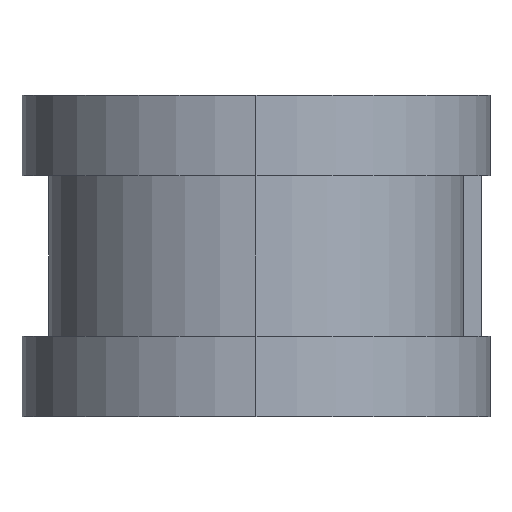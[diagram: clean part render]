
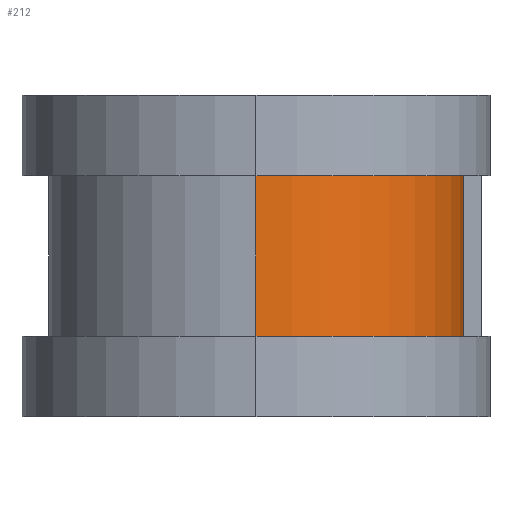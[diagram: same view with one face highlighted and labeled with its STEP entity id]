
A CAD part, left-side view. The second image highlights one B-rep face of the part: STEP entity #212.
In plain terms, the highlighted cylindrical face has radius 11.6 mm (diameter 23.2 mm), a partial arc.
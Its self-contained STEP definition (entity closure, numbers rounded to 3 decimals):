
#36 = DIRECTION ( 'NONE',  ( 0., 0., -1. ) ) ;
#37 = DIRECTION ( 'NONE',  ( 0., 0., -1. ) ) ;
#59 = DIRECTION ( 'NONE',  ( 0., -1., 0. ) ) ;
#153 = AXIS2_PLACEMENT_3D ( 'NONE', #857, #37, #59 ) ;
#199 = LINE ( 'NONE', #1279, #745 ) ;
#212 = ADVANCED_FACE ( 'NONE', ( #782 ), #437, .T. ) ;
#229 = ORIENTED_EDGE ( 'NONE', *, *, #541, .T. ) ;
#254 = CARTESIAN_POINT ( 'NONE',  ( -11.6, 11., 7.5 ) ) ;
#282 = ORIENTED_EDGE ( 'NONE', *, *, #1431, .T. ) ;
#330 = CARTESIAN_POINT ( 'NONE',  ( -11.6, 11., 4.5 ) ) ;
#357 = VERTEX_POINT ( 'NONE', #1390 ) ;
#372 = VERTEX_POINT ( 'NONE', #552 ) ;
#388 = VECTOR ( 'NONE', #422, 1000. ) ;
#414 = VERTEX_POINT ( 'NONE', #330 ) ;
#422 = DIRECTION ( 'NONE',  ( 0., 0., -1. ) ) ;
#437 = CYLINDRICAL_SURFACE ( 'NONE', #685, 11.6 ) ;
#513 = DIRECTION ( 'NONE',  ( 0., -1., 0. ) ) ;
#541 = EDGE_CURVE ( 'NONE', #357, #414, #802, .T. ) ;
#552 = CARTESIAN_POINT ( 'NONE',  ( -11.6, 11., -4.5 ) ) ;
#602 = AXIS2_PLACEMENT_3D ( 'NONE', #746, #36, #513 ) ;
#685 = AXIS2_PLACEMENT_3D ( 'NONE', #1475, #882, #1242 ) ;
#688 = ORIENTED_EDGE ( 'NONE', *, *, #1052, .F. ) ;
#745 = VECTOR ( 'NONE', #1394, 1000. ) ;
#746 = CARTESIAN_POINT ( 'NONE',  ( 0., 11., 4.5 ) ) ;
#782 = FACE_OUTER_BOUND ( 'NONE', #1359, .T. ) ;
#802 = CIRCLE ( 'NONE', #602, 11.6 ) ;
#825 = ORIENTED_EDGE ( 'NONE', *, *, #1211, .F. ) ;
#857 = CARTESIAN_POINT ( 'NONE',  ( 0., 11., -4.5 ) ) ;
#882 = DIRECTION ( 'NONE',  ( 0., 0., -1. ) ) ;
#1052 = EDGE_CURVE ( 'NONE', #1513, #372, #1205, .T. ) ;
#1205 = CIRCLE ( 'NONE', #153, 11.6 ) ;
#1211 = EDGE_CURVE ( 'NONE', #357, #1513, #199, .T. ) ;
#1242 = DIRECTION ( 'NONE',  ( -1., 0., 0. ) ) ;
#1279 = CARTESIAN_POINT ( 'NONE',  ( 0., -0.6, 7.5 ) ) ;
#1325 = LINE ( 'NONE', #254, #388 ) ;
#1355 = CARTESIAN_POINT ( 'NONE',  ( 0., -0.6, -4.5 ) ) ;
#1359 = EDGE_LOOP ( 'NONE', ( #229, #282, #688, #825 ) ) ;
#1390 = CARTESIAN_POINT ( 'NONE',  ( 0., -0.6, 4.5 ) ) ;
#1394 = DIRECTION ( 'NONE',  ( 0., 0., -1. ) ) ;
#1431 = EDGE_CURVE ( 'NONE', #414, #372, #1325, .T. ) ;
#1475 = CARTESIAN_POINT ( 'NONE',  ( 0., 11., 7.5 ) ) ;
#1513 = VERTEX_POINT ( 'NONE', #1355 ) ;
